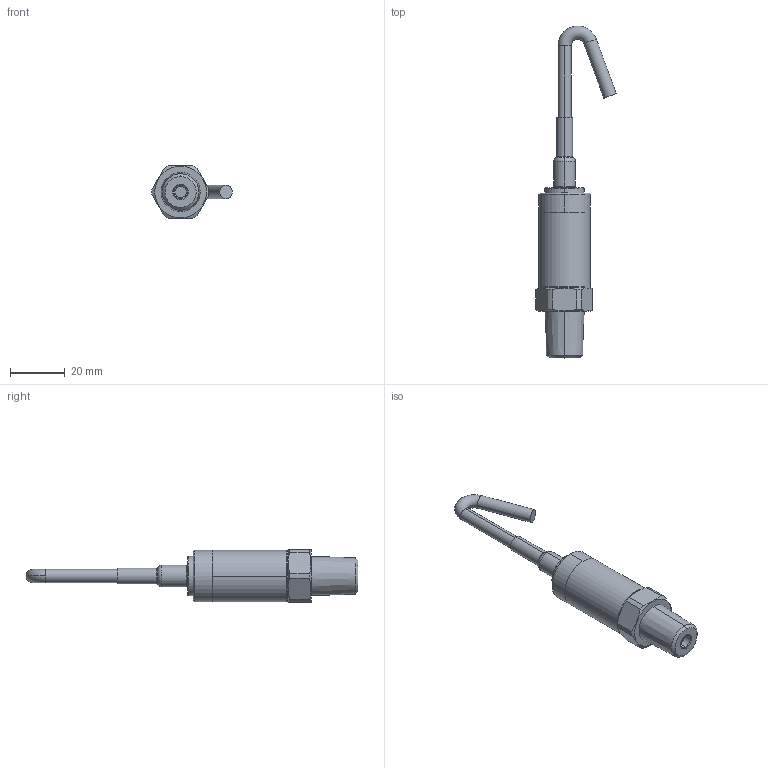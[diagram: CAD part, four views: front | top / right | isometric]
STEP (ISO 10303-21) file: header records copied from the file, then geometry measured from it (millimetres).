
FILE_DESCRIPTION (( 'STEP AP214' ), '1' );
FILE_NAME ('825X.XX.XX.30.08.STEP', '2019-08-09T10:51:21', ( '' ), ( '' ), 'SwSTEP 2.0', 'SolidWorks 2016', '' );
FILE_SCHEMA (( 'AUTOMOTIVE_DESIGN' ));
Length unit declared in the file: millimetre
Products named in the file (4): C23114_30_C23114; 825X.XX.XX.30.08; C21542_defeatured; Kabel_08
Assembly tree (3 placements, depth 2):
  825X.XX.XX.30.08
    C21542_defeatured
    C23114_30_C23114
    Kabel_08
Bounding box: 29.28 x 120.77 x 19 mm (x, y, z)
Volume: 17679.2 mm3; surface area: 7064.1 mm2
Topology: 3 solids, 3 shells, 93 faces, 198 edges, 124 vertices
Faces by surface type: cylinder 41, plane 26, cone 18, torus 8
Entity records: 2818 total; most frequent: CARTESIAN_POINT 539, DIRECTION 492, ORIENTED_EDGE 396, AXIS2_PLACEMENT_3D 213, EDGE_CURVE 198, VERTEX_POINT 124, CIRCLE 114, EDGE_LOOP 108
